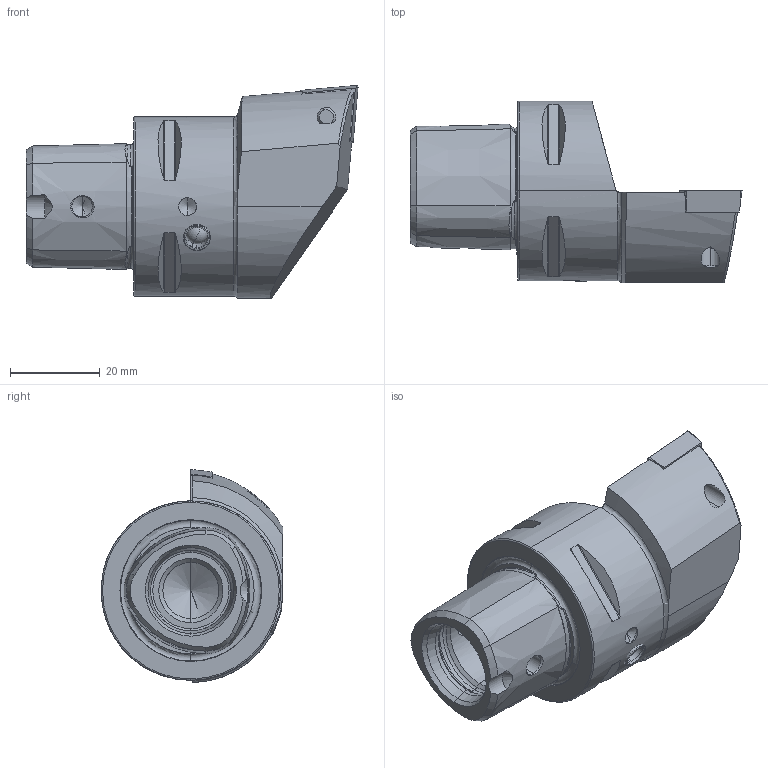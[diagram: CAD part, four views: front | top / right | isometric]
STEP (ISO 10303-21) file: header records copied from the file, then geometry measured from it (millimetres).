
FILE_DESCRIPTION (( 'STEP AP203' ), '1' );
FILE_NAME ('PS4-KCC.LLA.050.STEP', '2012-04-16T06:23:11', ( 'SwiAdmin' ), ( '' ), 'SwSTEP 2.0', 'SolidWorks 2012', '' );
FILE_SCHEMA (( 'CONFIG_CONTROL_DESIGN' ));
Length unit declared in the file: millimetre
Products named in the file (5): PS4-KCC.LLA.050; KVT_MB_600_060; CCMT120404; WCC-ER2.001.010_A; PS4-KCC.LLA.050_A
Assembly tree (4 placements, depth 2):
  PS4-KCC.LLA.050
    PS4-KCC.LLA.050_A
    WCC-ER2.001.010_A
    CCMT120404
    KVT_MB_600_060
Bounding box: 74 x 40.5 x 47.5 mm (x, y, z)
Volume: 47516.5 mm3; surface area: 13356.4 mm2
Topology: 5 solids, 5 shells, 277 faces, 683 edges, 404 vertices
Faces by surface type: cone 101, cylinder 70, plane 48, torus 43, bspline 13, sphere 2
Entity records: 9649 total; most frequent: CARTESIAN_POINT 2960, ORIENTED_EDGE 1316, DIRECTION 1272, EDGE_CURVE 658, AXIS2_PLACEMENT_3D 521, VERTEX_POINT 401, EDGE_LOOP 297, FACE_OUTER_BOUND 277
